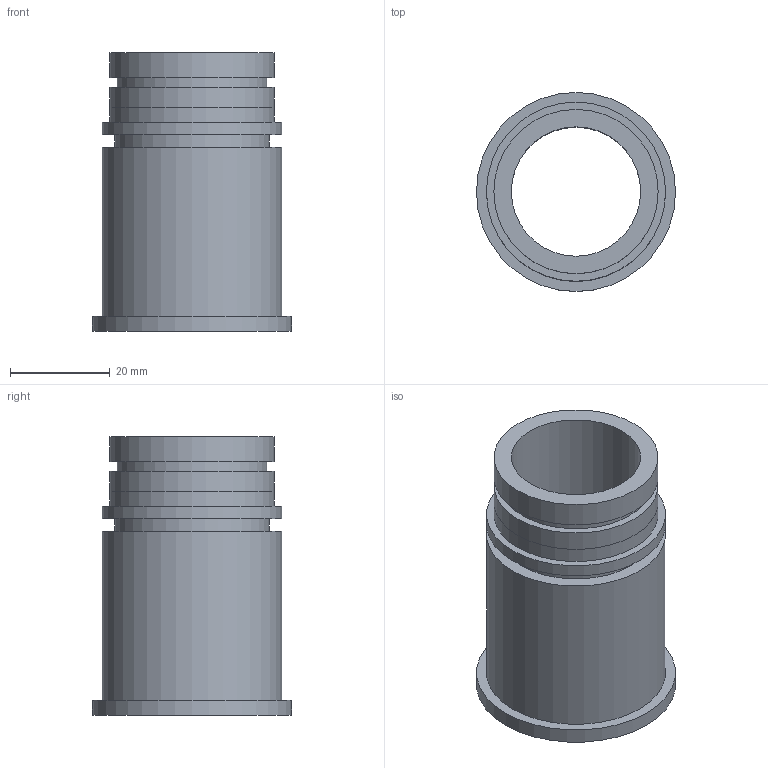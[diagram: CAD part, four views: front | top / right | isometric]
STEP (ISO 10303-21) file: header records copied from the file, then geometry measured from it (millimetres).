
FILE_DESCRIPTION(('FreeCAD Model'),'2;1');
FILE_NAME('Open CASCADE Shape Model','2024-10-16T19:27:21',(''),(''), 'Open CASCADE STEP processor 7.6','FreeCAD','Unknown');
FILE_SCHEMA(('CONFIG_CONTROL_DESIGN','SHAPE_APPEARANCE_LAYER_MIM'));
Length unit declared in the file: millimetre
Products named in the file (1): difference (Solid)
Bounding box: 40 x 40 x 56 mm (x, y, z)
Volume: 24754.6 mm3; surface area: 13029.8 mm2
Topology: 1 solids, 1 shells, 17 faces, 26 edges, 17 vertices
Faces by surface type: cylinder 9, plane 8
Full cylindrical faces by diameter (mm): 26 x1, 30 x1, 31 x1, 33 x3, 36 x2, 40 x1
Entity records: 445 total; most frequent: DIRECTION 79, CARTESIAN_POINT 61, ORIENTED_EDGE 52, AXIS2_PLACEMENT_3D 35, EDGE_CURVE 26, FACE_BOUND 25, EDGE_LOOP 25, ADVANCED_FACE 17
